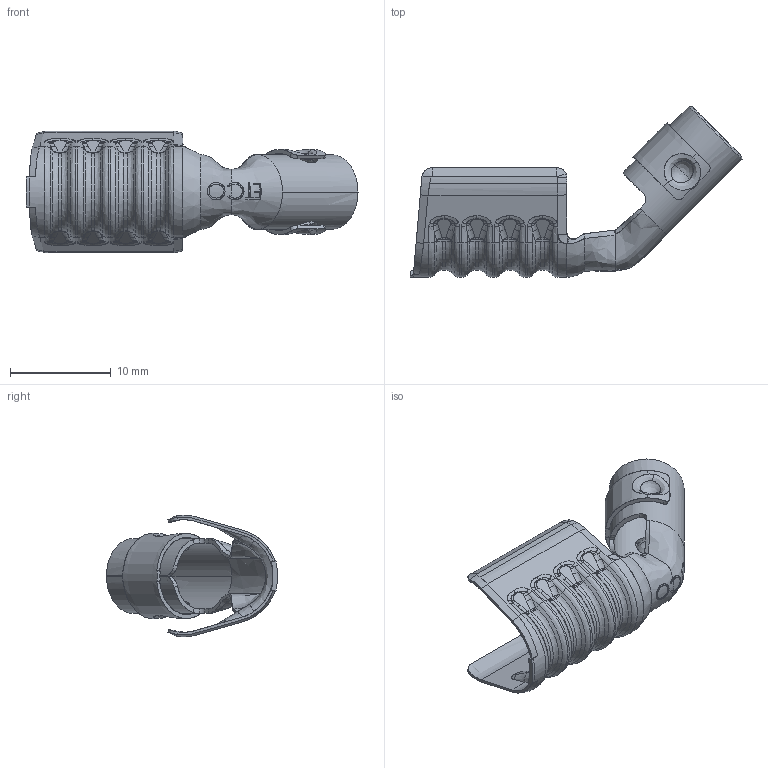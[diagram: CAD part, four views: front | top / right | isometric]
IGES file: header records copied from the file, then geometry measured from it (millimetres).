
Start section: SolidWorks IGES file using analytic representation for surfaces
Global section: file name: SP98-8M-135.IGS; native system: SolidWorks 2019; preprocessor: SolidWorks 2019; author: sjohnson; date: 191106.082857; units: inch
Bounding box: 32.88 x 16.93 x 12.06 mm (x, y, z)
Surface area: 1701.5 mm2 (no closed solid volume)
Topology: 0 solids, 0 shells, 520 faces, 4308 edges, 4294 vertices
Faces by surface type: bspline 362, revolution 158
